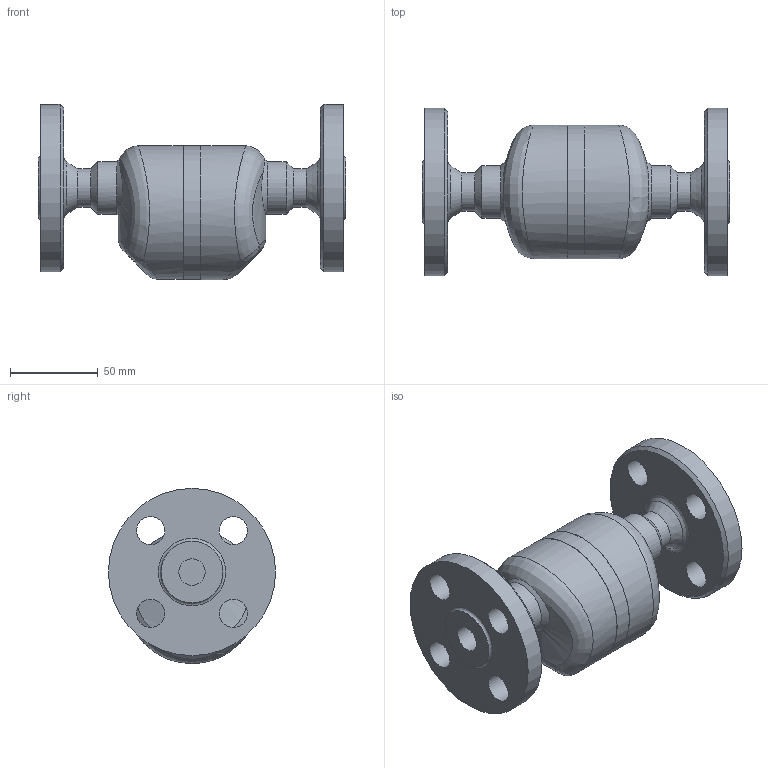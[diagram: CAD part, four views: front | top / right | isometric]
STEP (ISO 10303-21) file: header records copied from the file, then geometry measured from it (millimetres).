
FILE_DESCRIPTION((''),'2;1');
FILE_NAME('ss3v0-015-a0300-00.stp','2009-12-24T16:50:47',('nakaot'),(''),'Autodesk Inventor 2008','Autodesk Inventor 2008','');
FILE_SCHEMA(('AUTOMOTIVE_DESIGN { 1 0 10303 214 1 1 1 1 }'));
Length unit declared in the file: millimetre
Products named in the file (1): ss3v0-015-a0300-00
Bounding box: 175 x 95 x 99.5 mm (x, y, z)
Volume: 532049.7 mm3; surface area: 73566.4 mm2
Topology: 1 solids, 1 shells, 60 faces, 132 edges, 84 vertices
Faces by surface type: bspline 34, cylinder 13, plane 8, cone 5
Full cylindrical faces by diameter (mm): 15 x1, 16 x4, 21.7 x1, 30 x1, 60 x2, 76 x2, 95 x1
Entity records: 4275 total; most frequent: CARTESIAN_POINT 3202, DIRECTION 188, ORIENTED_EDGE 174, EDGE_LOOP 119, AXIS2_PLACEMENT_3D 94, EDGE_CURVE 87, VERTEX_POINT 72, FACE_OUTER_BOUND 60
